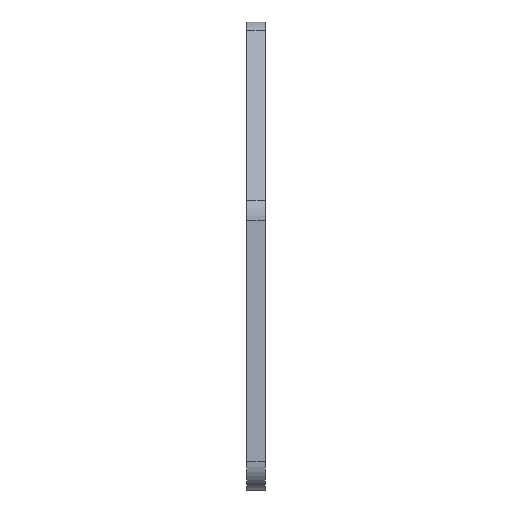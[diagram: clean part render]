
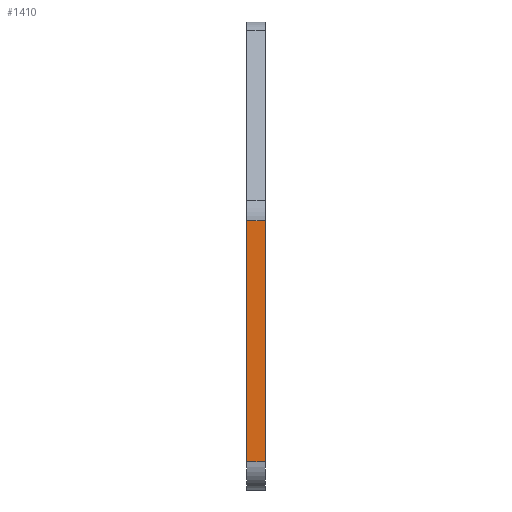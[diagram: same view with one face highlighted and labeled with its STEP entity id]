
A CAD part, left-side view. The second image highlights one B-rep face of the part: STEP entity #1410.
In plain terms, the highlighted planar face has unit normal (-1, 0, 0).
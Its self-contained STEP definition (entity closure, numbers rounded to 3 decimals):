
#19 = EDGE_LOOP ( 'NONE', ( #1278, #620, #1228, #1095 ) ) ;
#37 = DIRECTION ( 'NONE',  ( 0., 1., 0. ) ) ;
#51 = DIRECTION ( 'NONE',  ( 0., 0., 1. ) ) ;
#70 = VERTEX_POINT ( 'NONE', #1143 ) ;
#102 = DIRECTION ( 'NONE',  ( 0., -1., 0. ) ) ;
#152 = CARTESIAN_POINT ( 'NONE',  ( -43., 2., -25. ) ) ;
#191 = DIRECTION ( 'NONE',  ( 1., 0., 0. ) ) ;
#236 = VECTOR ( 'NONE', #964, 1000. ) ;
#307 = CARTESIAN_POINT ( 'NONE',  ( -43., 2., -25. ) ) ;
#319 = LINE ( 'NONE', #883, #1393 ) ;
#370 = LINE ( 'NONE', #152, #425 ) ;
#405 = AXIS2_PLACEMENT_3D ( 'NONE', #307, #191, #1092 ) ;
#406 = PLANE ( 'NONE',  #405 ) ;
#425 = VECTOR ( 'NONE', #51, 1000. ) ;
#458 = CARTESIAN_POINT ( 'NONE',  ( -43., 0., 3.757 ) ) ;
#501 = CARTESIAN_POINT ( 'NONE',  ( -43., 0., -25. ) ) ;
#517 = FACE_OUTER_BOUND ( 'NONE', #19, .T. ) ;
#567 = LINE ( 'NONE', #951, #1346 ) ;
#607 = LINE ( 'NONE', #501, #236 ) ;
#620 = ORIENTED_EDGE ( 'NONE', *, *, #1280, .T. ) ;
#623 = EDGE_CURVE ( 'NONE', #844, #70, #319, .T. ) ;
#798 = CARTESIAN_POINT ( 'NONE',  ( -43., 2., -22. ) ) ;
#807 = EDGE_CURVE ( 'NONE', #70, #1198, #607, .T. ) ;
#844 = VERTEX_POINT ( 'NONE', #798 ) ;
#883 = CARTESIAN_POINT ( 'NONE',  ( -43., 2., -22. ) ) ;
#951 = CARTESIAN_POINT ( 'NONE',  ( -43., 2., 3.757 ) ) ;
#964 = DIRECTION ( 'NONE',  ( 0., 0., 1. ) ) ;
#1026 = VERTEX_POINT ( 'NONE', #1330 ) ;
#1092 = DIRECTION ( 'NONE',  ( 0., 0., -1. ) ) ;
#1095 = ORIENTED_EDGE ( 'NONE', *, *, #623, .T. ) ;
#1143 = CARTESIAN_POINT ( 'NONE',  ( -43., 0., -22. ) ) ;
#1198 = VERTEX_POINT ( 'NONE', #458 ) ;
#1228 = ORIENTED_EDGE ( 'NONE', *, *, #1342, .F. ) ;
#1278 = ORIENTED_EDGE ( 'NONE', *, *, #807, .T. ) ;
#1280 = EDGE_CURVE ( 'NONE', #1198, #1026, #567, .T. ) ;
#1330 = CARTESIAN_POINT ( 'NONE',  ( -43., 2., 3.757 ) ) ;
#1342 = EDGE_CURVE ( 'NONE', #844, #1026, #370, .T. ) ;
#1346 = VECTOR ( 'NONE', #37, 1000. ) ;
#1393 = VECTOR ( 'NONE', #102, 1000. ) ;
#1410 = ADVANCED_FACE ( 'NONE', ( #517 ), #406, .F. ) ;
